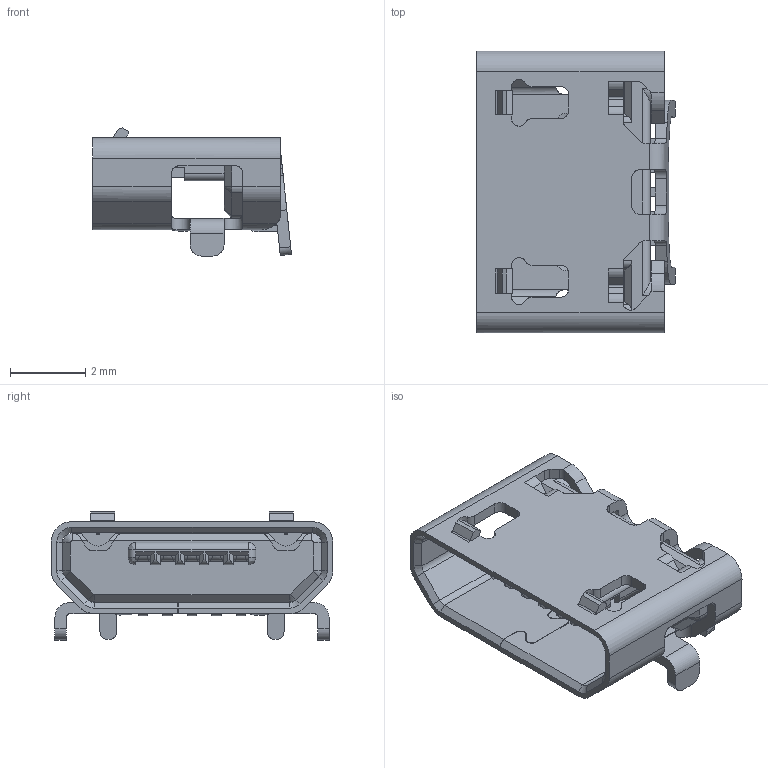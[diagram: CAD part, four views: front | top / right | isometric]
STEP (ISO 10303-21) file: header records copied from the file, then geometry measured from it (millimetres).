
FILE_DESCRIPTION (( 'STEP AP203' ), '1' );
FILE_NAME ('CUI_DEVICES_UJ2-MIBH2-4-SMT.step', '2019-10-22T13:43:13', ( '' ), ( '' ), 'SwSTEP 2.0', 'SolidWorks 2019', '' );
FILE_SCHEMA (( 'CONFIG_CONTROL_DESIGN' ));
Length unit declared in the file: inch
Products named in the file (1): CUI_DEVICES_UJ2-MIBH2-4-SMT
Bounding box: 5.29 x 7.5 x 3.41 mm (x, y, z)
Volume: 40.9 mm3; surface area: 257.1 mm2
Topology: 2 solids, 2 shells, 575 faces, 1696 edges, 1126 vertices
Faces by surface type: plane 374, cylinder 181, cone 12, bspline 4, sphere 4
Entity records: 19626 total; most frequent: CARTESIAN_POINT 4627, ORIENTED_EDGE 3384, DIRECTION 2730, EDGE_CURVE 1692, VECTOR 1236, LINE 1236, VERTEX_POINT 1126, AXIS2_PLACEMENT_3D 747
